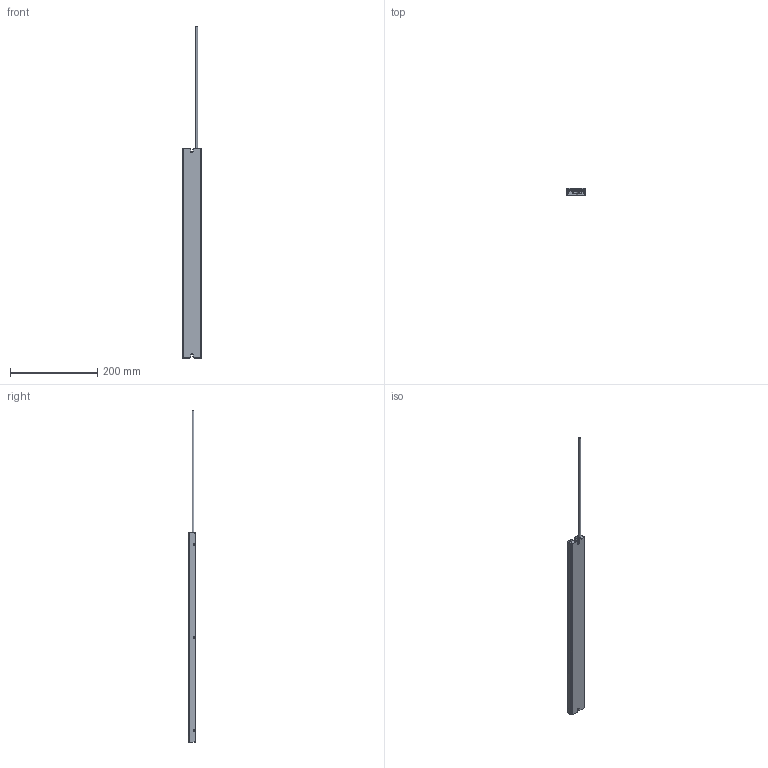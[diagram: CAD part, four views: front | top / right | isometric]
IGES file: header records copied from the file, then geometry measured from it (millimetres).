
Global section: file name: MB-NP-480-K; native system: Autodesk Inventor 2016; preprocessor: unknown; author: S. Sandt; organization: di-soric GmbH & Co. KG; date: 20160923.072654; units: millimetre
Bounding box: 42.25 x 16.2 x 760 mm (x, y, z)
Volume: 277700.3 mm3; surface area: 118193.2 mm2
Topology: 1 solids, 2 shells, 268 faces, 718 edges, 454 vertices
Faces by surface type: bspline 268
